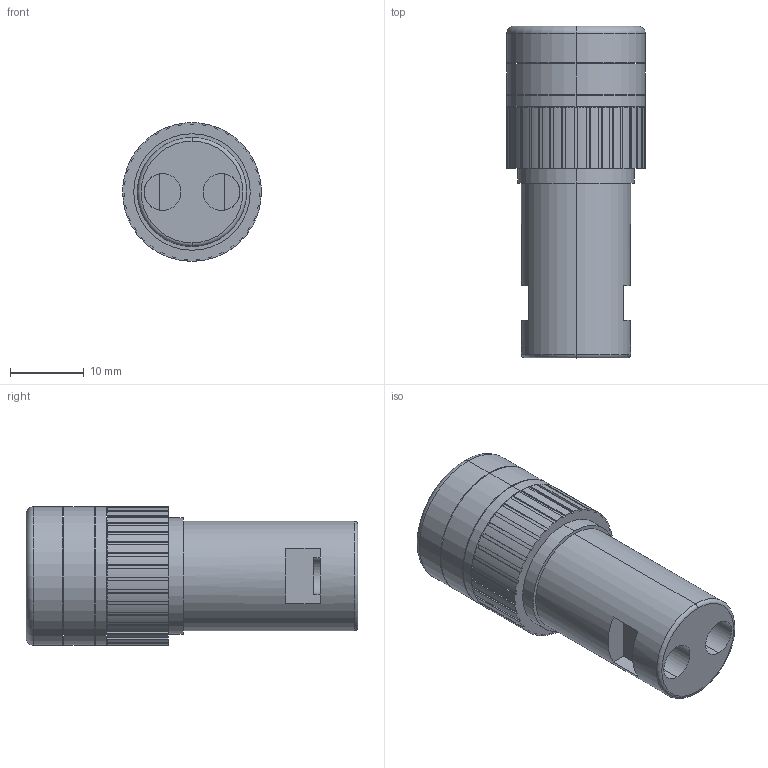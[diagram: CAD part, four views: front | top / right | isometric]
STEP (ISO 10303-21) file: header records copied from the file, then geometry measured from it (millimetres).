
FILE_DESCRIPTION (( 'STEP AP203' ), '1' );
FILE_NAME ('Ñâåòîäèîäíàÿ ìàòðèöà AD16-16HS ledm-ad16-16-(r-g-y).STEP', '2022-07-06T11:36:15', ( '' ), ( '' ), 'SwSTEP 2.0', 'SolidWorks 2021', '' );
FILE_SCHEMA (( 'CONFIG_CONTROL_DESIGN' ));
Length unit declared in the file: millimetre
Products named in the file (1): Ñâåòîäèîäíàÿ ìàòðèöà AD16-16HS ledm-ad16-16-(r-g-y)
Bounding box: 18.8 x 45 x 18.8 mm (x, y, z)
Volume: 9341.7 mm3; surface area: 3846.8 mm2
Topology: 1 solids, 1 shells, 187 faces, 527 edges, 350 vertices
Faces by surface type: plane 127, cylinder 56, torus 4
Entity records: 6122 total; most frequent: CARTESIAN_POINT 1065, ORIENTED_EDGE 1054, DIRECTION 1031, EDGE_CURVE 527, LINE 399, VECTOR 399, VERTEX_POINT 350, AXIS2_PLACEMENT_3D 316
